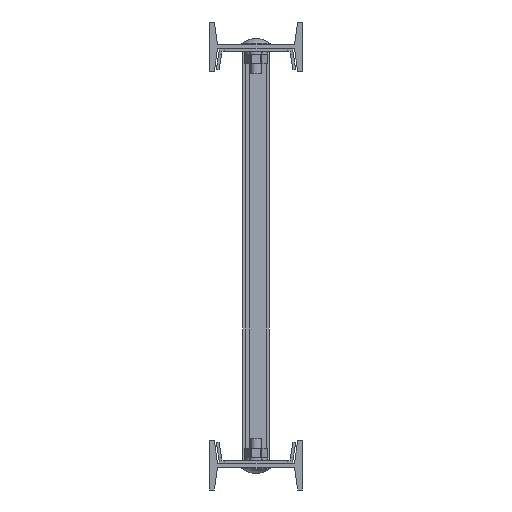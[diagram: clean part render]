
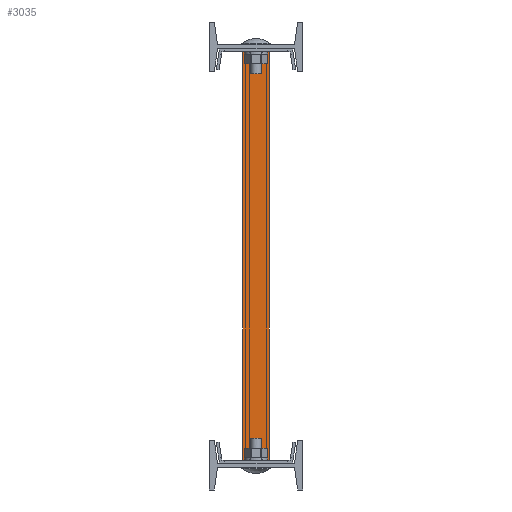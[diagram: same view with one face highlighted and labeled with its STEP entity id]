
A CAD part, left-side view. The second image highlights one B-rep face of the part: STEP entity #3035.
In plain terms, the highlighted face is planar.
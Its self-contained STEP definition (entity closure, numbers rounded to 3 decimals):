
#38 = LINE ( 'NONE', #166, #6258 ) ;
#166 = CARTESIAN_POINT ( 'NONE',  ( 3000., 22.5, -20. ) ) ;
#178 = VERTEX_POINT ( 'NONE', #6877 ) ;
#309 = CARTESIAN_POINT ( 'NONE',  ( -2651., 22.5, -20. ) ) ;
#359 = VERTEX_POINT ( 'NONE', #7648 ) ;
#363 = CARTESIAN_POINT ( 'NONE',  ( -3000., 4., -20. ) ) ;
#449 = LINE ( 'NONE', #363, #2525 ) ;
#564 = EDGE_CURVE ( 'NONE', #359, #178, #4028, .T. ) ;
#599 = EDGE_CURVE ( 'NONE', #865, #7327, #38, .T. ) ;
#789 = VECTOR ( 'NONE', #6168, 1000. ) ;
#865 = VERTEX_POINT ( 'NONE', #5101 ) ;
#1190 = FACE_OUTER_BOUND ( 'NONE', #5728, .T. ) ;
#1525 = DIRECTION ( 'NONE',  ( 1., 0., 0. ) ) ;
#1895 = DIRECTION ( 'NONE',  ( 0., 0., 1. ) ) ;
#2135 = VECTOR ( 'NONE', #6521, 1000. ) ;
#2504 = LINE ( 'NONE', #5820, #2135 ) ;
#2525 = VECTOR ( 'NONE', #5829, 1000. ) ;
#2651 = ORIENTED_EDGE ( 'NONE', *, *, #599, .T. ) ;
#2748 = ORIENTED_EDGE ( 'NONE', *, *, #4137, .F. ) ;
#2825 = AXIS2_PLACEMENT_3D ( 'NONE', #6379, #1895, #7694 ) ;
#3031 = CARTESIAN_POINT ( 'NONE',  ( -3000., 4., -20. ) ) ;
#3035 = ADVANCED_FACE ( 'NONE', ( #1190 ), #3855, .F. ) ;
#3051 = EDGE_CURVE ( 'NONE', #4811, #7592, #2504, .T. ) ;
#3325 = CARTESIAN_POINT ( 'NONE',  ( -2651., 22.5, -20. ) ) ;
#3360 = CARTESIAN_POINT ( 'NONE',  ( 3000., 0., -20. ) ) ;
#3545 = LINE ( 'NONE', #6912, #4274 ) ;
#3649 = CARTESIAN_POINT ( 'NONE',  ( -3000., 19.5, -20. ) ) ;
#3855 = PLANE ( 'NONE',  #2825 ) ;
#4028 = LINE ( 'NONE', #3360, #7249 ) ;
#4137 = EDGE_CURVE ( 'NONE', #4811, #359, #449, .T. ) ;
#4156 = ORIENTED_EDGE ( 'NONE', *, *, #564, .F. ) ;
#4274 = VECTOR ( 'NONE', #6247, 1000. ) ;
#4606 = ORIENTED_EDGE ( 'NONE', *, *, #7101, .T. ) ;
#4811 = VERTEX_POINT ( 'NONE', #3031 ) ;
#5101 = CARTESIAN_POINT ( 'NONE',  ( -3000., 22.5, -20. ) ) ;
#5469 = DIRECTION ( 'NONE',  ( 1., 0., 0. ) ) ;
#5728 = EDGE_LOOP ( 'NONE', ( #7644, #6620, #2651, #4606, #4156, #2748 ) ) ;
#5820 = CARTESIAN_POINT ( 'NONE',  ( -3000., 4., -20. ) ) ;
#5829 = DIRECTION ( 'NONE',  ( 0., -1., 0. ) ) ;
#6168 = DIRECTION ( 'NONE',  ( 0., -1., 0. ) ) ;
#6247 = DIRECTION ( 'NONE',  ( 0., 1., 0. ) ) ;
#6258 = VECTOR ( 'NONE', #5469, 1000. ) ;
#6379 = CARTESIAN_POINT ( 'NONE',  ( 3000., 4., -20. ) ) ;
#6521 = DIRECTION ( 'NONE',  ( 0., 1., 0. ) ) ;
#6620 = ORIENTED_EDGE ( 'NONE', *, *, #7063, .T. ) ;
#6877 = CARTESIAN_POINT ( 'NONE',  ( -2651., 0., -20. ) ) ;
#6912 = CARTESIAN_POINT ( 'NONE',  ( -3000., 22.5, -20. ) ) ;
#7063 = EDGE_CURVE ( 'NONE', #7592, #865, #3545, .T. ) ;
#7101 = EDGE_CURVE ( 'NONE', #7327, #178, #8215, .T. ) ;
#7249 = VECTOR ( 'NONE', #1525, 1000. ) ;
#7327 = VERTEX_POINT ( 'NONE', #3325 ) ;
#7592 = VERTEX_POINT ( 'NONE', #3649 ) ;
#7644 = ORIENTED_EDGE ( 'NONE', *, *, #3051, .T. ) ;
#7648 = CARTESIAN_POINT ( 'NONE',  ( -3000., 0., -20. ) ) ;
#7694 = DIRECTION ( 'NONE',  ( 1., 0., 0. ) ) ;
#8215 = LINE ( 'NONE', #309, #789 ) ;
